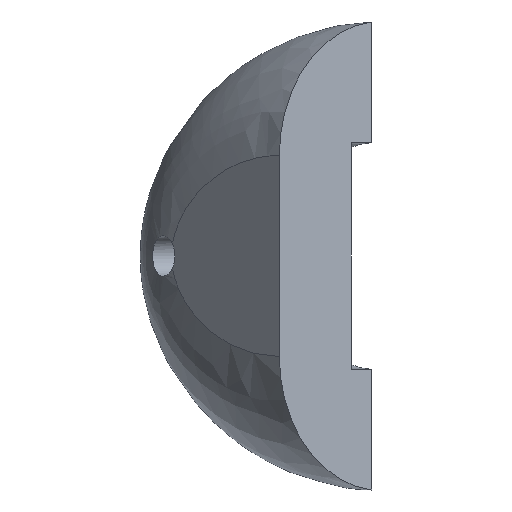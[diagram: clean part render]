
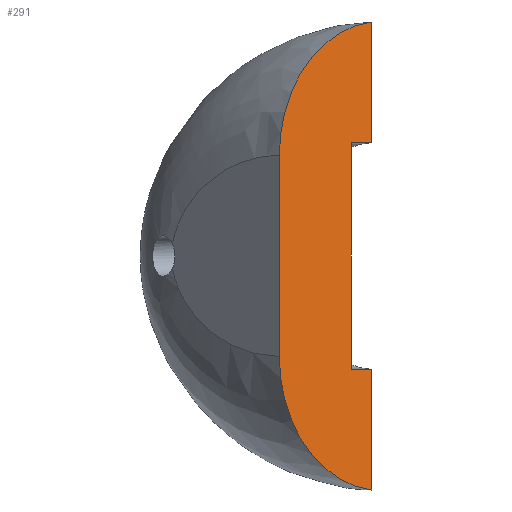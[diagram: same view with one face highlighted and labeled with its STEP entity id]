
A CAD part, front view. The second image highlights one B-rep face of the part: STEP entity #291.
In plain terms, the highlighted planar face has unit normal (0.643, -0.766, 0).
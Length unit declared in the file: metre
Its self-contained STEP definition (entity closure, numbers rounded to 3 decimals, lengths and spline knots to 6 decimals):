
#21=PLANE('',#334);
#28=LINE('',#662,#38);
#29=LINE('',#669,#39);
#30=LINE('',#673,#40);
#31=LINE('',#678,#41);
#32=LINE('',#680,#42);
#33=LINE('',#681,#43);
#38=VECTOR('',#374,1.);
#39=VECTOR('',#383,1.);
#40=VECTOR('',#386,1.);
#41=VECTOR('',#391,1.);
#42=VECTOR('',#394,1.);
#43=VECTOR('',#395,1.);
#54=CIRCLE('',#317,0.02);
#55=CIRCLE('',#318,0.02);
#106=ORIENTED_EDGE('',*,*,#170,.F.);
#107=ORIENTED_EDGE('',*,*,#164,.T.);
#108=ORIENTED_EDGE('',*,*,#147,.F.);
#109=ORIENTED_EDGE('',*,*,#160,.F.);
#110=ORIENTED_EDGE('',*,*,#149,.F.);
#111=ORIENTED_EDGE('',*,*,#166,.T.);
#112=ORIENTED_EDGE('',*,*,#169,.F.);
#113=ORIENTED_EDGE('',*,*,#168,.T.);
#147=EDGE_CURVE('',#183,#184,#54,.F.);
#149=EDGE_CURVE('',#185,#186,#55,.F.);
#160=EDGE_CURVE('',#186,#183,#28,.T.);
#164=EDGE_CURVE('',#196,#184,#29,.T.);
#166=EDGE_CURVE('',#185,#197,#30,.T.);
#168=EDGE_CURVE('',#198,#199,#31,.T.);
#169=EDGE_CURVE('',#198,#197,#32,.T.);
#170=EDGE_CURVE('',#196,#199,#33,.F.);
#183=VERTEX_POINT('',#568);
#184=VERTEX_POINT('',#570);
#185=VERTEX_POINT('',#600);
#186=VERTEX_POINT('',#602);
#196=VERTEX_POINT('',#670);
#197=VERTEX_POINT('',#672);
#198=VERTEX_POINT('',#676);
#199=VERTEX_POINT('',#677);
#230=EDGE_LOOP('',(#106,#107,#108,#109,#110,#111,#112,#113));
#261=FACE_BOUND('',#230,.T.);
#291=ADVANCED_FACE('',(#261),#21,.F.);
#317=AXIS2_PLACEMENT_3D('',#569,#354,#355);
#318=AXIS2_PLACEMENT_3D('',#601,#356,#357);
#334=AXIS2_PLACEMENT_3D('',#682,#396,#397);
#354=DIRECTION('',(0.643,-0.766,0.));
#355=DIRECTION('',(-0.766,-0.643,0.));
#356=DIRECTION('',(0.643,-0.766,0.));
#357=DIRECTION('',(-0.766,-0.643,0.));
#374=DIRECTION('',(0.,0.,1.));
#383=DIRECTION('',(0.,0.,1.));
#386=DIRECTION('',(0.,0.,1.));
#391=DIRECTION('',(0.,0.,1.));
#394=DIRECTION('',(0.766,0.643,0.));
#395=DIRECTION('',(0.766,0.643,0.));
#396=DIRECTION('',(-0.643,0.766,0.));
#397=DIRECTION('',(-0.766,-0.643,0.));
#568=CARTESIAN_POINT('',(-0.116963,-0.050942,0.015));
#569=CARTESIAN_POINT('',(-0.101642,-0.038087,0.015));
#570=CARTESIAN_POINT('',(-0.103174,-0.039372,0.0349));
#600=CARTESIAN_POINT('',(-0.103174,-0.039372,-0.0349));
#601=CARTESIAN_POINT('',(-0.101642,-0.038087,-0.015));
#602=CARTESIAN_POINT('',(-0.116963,-0.050942,-0.015));
#662=CARTESIAN_POINT('',(-0.116963,-0.050942,0.));
#669=CARTESIAN_POINT('',(-0.103174,-0.039372,0.));
#670=CARTESIAN_POINT('',(-0.103174,-0.039372,0.0169));
#672=CARTESIAN_POINT('',(-0.103174,-0.039372,-0.0169));
#673=CARTESIAN_POINT('',(-0.103174,-0.039372,0.));
#676=CARTESIAN_POINT('',(-0.106238,-0.041943,-0.0169));
#677=CARTESIAN_POINT('',(-0.106238,-0.041943,0.0169));
#678=CARTESIAN_POINT('',(-0.106238,-0.041943,0.));
#680=CARTESIAN_POINT('',(-0.107004,-0.042586,-0.0169));
#681=CARTESIAN_POINT('',(-0.107004,-0.042586,0.0169));
#682=CARTESIAN_POINT('',(-0.099344,-0.036158,0.));
